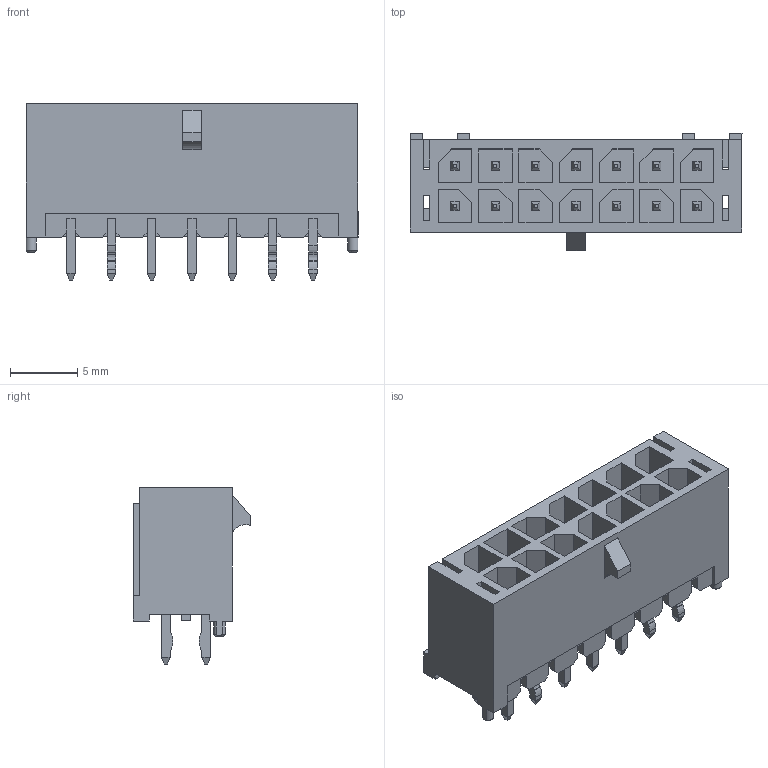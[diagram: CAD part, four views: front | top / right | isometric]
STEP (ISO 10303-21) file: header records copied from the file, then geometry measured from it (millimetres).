
FILE_DESCRIPTION(/* description */ ('Unknown'),/* implementation_level */ '2;1');
FILE_NAME(/* name */ 'J_Wurth_WR-MPC3_66201421122',/* time_stamp */ '2025-06-04T17:05:57+08:00',/* author */ ('Unknown'),/* organization */ ('Unknown'),/* preprocessor_version */ 'ST-DEVELOPER v19.4',/* originating_system */ 'Solid Edge',/* authorisation */ 'Unknown');
FILE_SCHEMA (('AUTOMOTIVE_DESIGN {1 0 10303 214 3 1 1}'));
Length unit declared in the file: millimetre
Products named in the file (2): J_Wurth_WR-MPC3_66201421122
Assembly tree (1 placements, depth 2):
  J_Wurth_WR-MPC3_66201421122
    J_Wurth_WR-MPC3_66201421122
Bounding box: 24.7 x 8.76 x 13.1 mm (x, y, z)
Volume: 1048.2 mm3; surface area: 2474.6 mm2
Topology: 1 solids, 1 shells, 708 faces, 1953 edges, 1244 vertices
Faces by surface type: plane 655, cylinder 47, cone 6
Entity records: 26980 total; most frequent: CARTESIAN_POINT 3949, ORIENTED_EDGE 3898, DIRECTION 3453, EDGE_CURVE 1949, LINE 1833, VECTOR 1833, VERTEX_POINT 1242, AXIS2_PLACEMENT_3D 810
